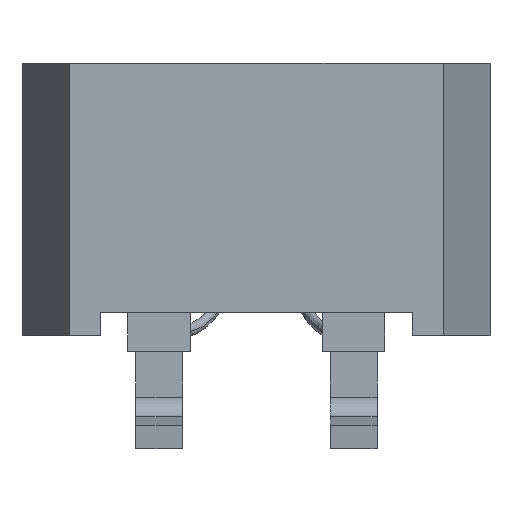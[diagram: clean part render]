
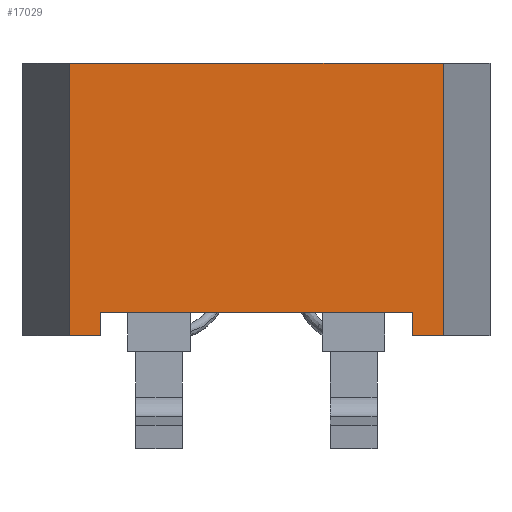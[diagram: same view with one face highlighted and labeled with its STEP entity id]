
A CAD part, left-side view. The second image highlights one B-rep face of the part: STEP entity #17029.
In plain terms, the highlighted planar face has unit normal (-1, 0, 0).
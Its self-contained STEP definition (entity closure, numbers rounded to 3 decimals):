
#983 = LINE ( 'NONE', #21331, #16592 ) ;
#1629 = ORIENTED_EDGE ( 'NONE', *, *, #10867, .T. ) ;
#1985 = ORIENTED_EDGE ( 'NONE', *, *, #10416, .F. ) ;
#2580 = CARTESIAN_POINT ( 'NONE',  ( -3.55, 2., 0.3 ) ) ;
#3210 = CARTESIAN_POINT ( 'NONE',  ( -3.55, -2.399, 3.5 ) ) ;
#3479 = EDGE_CURVE ( 'NONE', #3543, #16383, #8847, .T. ) ;
#3543 = VERTEX_POINT ( 'NONE', #19451 ) ;
#4582 = LINE ( 'NONE', #6239, #14760 ) ;
#4656 = DIRECTION ( 'NONE',  ( 0., 0., -1. ) ) ;
#4790 = LINE ( 'NONE', #18262, #17938 ) ;
#5067 = PLANE ( 'NONE',  #12287 ) ;
#5362 = DIRECTION ( 'NONE',  ( 0., 1., 0. ) ) ;
#5565 = EDGE_LOOP ( 'NONE', ( #19471, #1629, #19051, #1985, #16044, #19487, #11767, #21113 ) ) ;
#6124 = DIRECTION ( 'NONE',  ( 0., 0., -1. ) ) ;
#6183 = DIRECTION ( 'NONE',  ( 0., -1., 0. ) ) ;
#6239 = CARTESIAN_POINT ( 'NONE',  ( -3.55, -2., 0.3 ) ) ;
#7147 = CARTESIAN_POINT ( 'NONE',  ( -3.55, 2., 0. ) ) ;
#7277 = CARTESIAN_POINT ( 'NONE',  ( -3.55, -2., 0.3 ) ) ;
#7640 = VECTOR ( 'NONE', #21327, 1000. ) ;
#8570 = VECTOR ( 'NONE', #6124, 1000. ) ;
#8847 = LINE ( 'NONE', #15599, #21628 ) ;
#9640 = VECTOR ( 'NONE', #5362, 1000. ) ;
#10173 = DIRECTION ( 'NONE',  ( 0., -1., 0. ) ) ;
#10205 = CARTESIAN_POINT ( 'NONE',  ( -3.55, -2., 0.3 ) ) ;
#10230 = CARTESIAN_POINT ( 'NONE',  ( -3.55, 2.4, 3.5 ) ) ;
#10416 = EDGE_CURVE ( 'NONE', #16231, #18458, #18457, .T. ) ;
#10578 = FACE_OUTER_BOUND ( 'NONE', #5565, .T. ) ;
#10634 = LINE ( 'NONE', #12406, #7640 ) ;
#10867 = EDGE_CURVE ( 'NONE', #11851, #15635, #4582, .T. ) ;
#11306 = DIRECTION ( 'NONE',  ( 0., 0., -1. ) ) ;
#11767 = ORIENTED_EDGE ( 'NONE', *, *, #3479, .T. ) ;
#11783 = CARTESIAN_POINT ( 'NONE',  ( -3.55, -2.399, 3.5 ) ) ;
#11851 = VERTEX_POINT ( 'NONE', #7277 ) ;
#12249 = VERTEX_POINT ( 'NONE', #19772 ) ;
#12287 = AXIS2_PLACEMENT_3D ( 'NONE', #11783, #13786, #20519 ) ;
#12406 = CARTESIAN_POINT ( 'NONE',  ( -3.55, -2.399, 3.5 ) ) ;
#12865 = LINE ( 'NONE', #2580, #8570 ) ;
#13407 = DIRECTION ( 'NONE',  ( 0., 0., -1. ) ) ;
#13661 = EDGE_CURVE ( 'NONE', #19798, #16231, #10634, .T. ) ;
#13786 = DIRECTION ( 'NONE',  ( 1., 0., 0. ) ) ;
#14212 = EDGE_CURVE ( 'NONE', #12249, #16383, #12865, .T. ) ;
#14386 = EDGE_CURVE ( 'NONE', #11851, #12249, #15292, .T. ) ;
#14760 = VECTOR ( 'NONE', #11306, 1000. ) ;
#15292 = LINE ( 'NONE', #10205, #9640 ) ;
#15599 = CARTESIAN_POINT ( 'NONE',  ( -3.55, -2.399, 0. ) ) ;
#15635 = VERTEX_POINT ( 'NONE', #18358 ) ;
#15760 = CARTESIAN_POINT ( 'NONE',  ( -3.55, -2.399, 3.5 ) ) ;
#16044 = ORIENTED_EDGE ( 'NONE', *, *, #13661, .F. ) ;
#16231 = VERTEX_POINT ( 'NONE', #15760 ) ;
#16383 = VERTEX_POINT ( 'NONE', #7147 ) ;
#16592 = VECTOR ( 'NONE', #6183, 1000. ) ;
#17029 = ADVANCED_FACE ( 'NONE', ( #10578 ), #5067, .F. ) ;
#17265 = EDGE_CURVE ( 'NONE', #19798, #3543, #4790, .T. ) ;
#17938 = VECTOR ( 'NONE', #13407, 1000. ) ;
#18262 = CARTESIAN_POINT ( 'NONE',  ( -3.55, 2.4, 3.5 ) ) ;
#18358 = CARTESIAN_POINT ( 'NONE',  ( -3.55, -2., 0. ) ) ;
#18457 = LINE ( 'NONE', #3210, #18997 ) ;
#18458 = VERTEX_POINT ( 'NONE', #19552 ) ;
#18997 = VECTOR ( 'NONE', #4656, 1000. ) ;
#19051 = ORIENTED_EDGE ( 'NONE', *, *, #20106, .T. ) ;
#19451 = CARTESIAN_POINT ( 'NONE',  ( -3.55, 2.4, 0. ) ) ;
#19471 = ORIENTED_EDGE ( 'NONE', *, *, #14386, .F. ) ;
#19487 = ORIENTED_EDGE ( 'NONE', *, *, #17265, .T. ) ;
#19552 = CARTESIAN_POINT ( 'NONE',  ( -3.55, -2.399, 0. ) ) ;
#19772 = CARTESIAN_POINT ( 'NONE',  ( -3.55, 2., 0.3 ) ) ;
#19798 = VERTEX_POINT ( 'NONE', #10230 ) ;
#20106 = EDGE_CURVE ( 'NONE', #15635, #18458, #983, .T. ) ;
#20519 = DIRECTION ( 'NONE',  ( 0., 0., -1. ) ) ;
#21113 = ORIENTED_EDGE ( 'NONE', *, *, #14212, .F. ) ;
#21327 = DIRECTION ( 'NONE',  ( 0., -1., 0. ) ) ;
#21331 = CARTESIAN_POINT ( 'NONE',  ( -3.55, -2.399, 0. ) ) ;
#21628 = VECTOR ( 'NONE', #10173, 1000. ) ;
